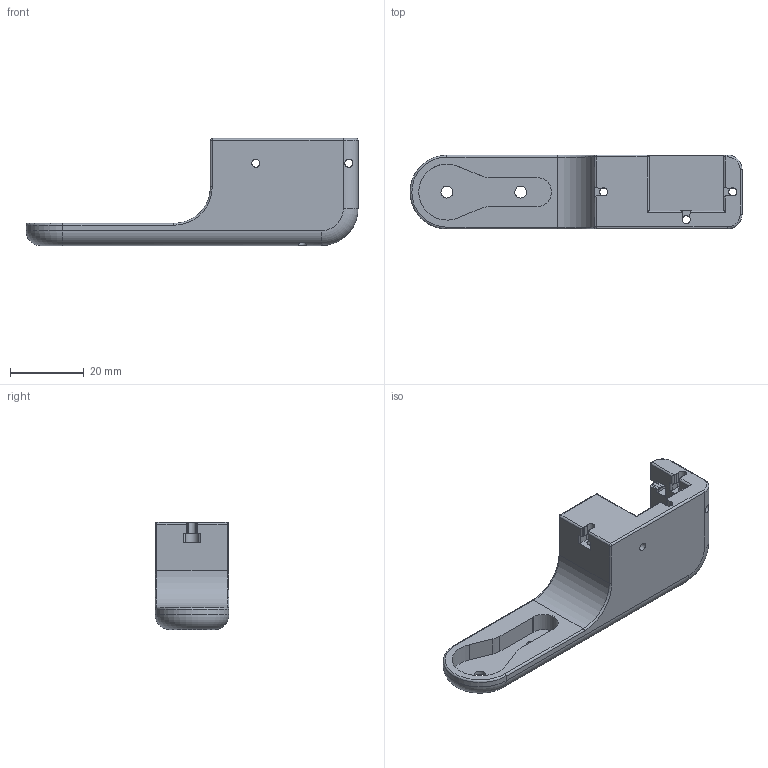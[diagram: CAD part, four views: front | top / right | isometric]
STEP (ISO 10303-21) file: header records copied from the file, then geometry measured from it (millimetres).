
FILE_DESCRIPTION(/* description */ ('','CAx-IF Rec.Pracs.---Representation and Presentation of Product Manufacturing Information (PMI)---4.0---2014-10-13'),/* implementation_level */ '2;1');
FILE_NAME(/* name */ 'Femur Spline.step',/* time_stamp */ '2025-01-29T18:38:21+01:00',/* author */ (''),/* organization */ (''),/* preprocessor_version */ 'ST-DEVELOPER v20',/* originating_system */ 'Autodesk Translation Framework v13.20.0.188',/* authorisation */ '');
FILE_SCHEMA (('AP242_MANAGED_MODEL_BASED_3D_ENGINEERING_MIM_LF { 1 0 10303 442 1 1 4 }'));
Length unit declared in the file: millimetre
Products named in the file (1): Femur Spline
Bounding box: 90 x 20 x 29.05 mm (x, y, z)
Volume: 19664 mm3; surface area: 8752.3 mm2
Topology: 1 solids, 1 shells, 149 faces, 402 edges, 253 vertices
Faces by surface type: cylinder 88, plane 49, torus 8, sphere 4
Full cylindrical faces by diameter (mm): 2.2 x7, 3.2 x2
Entity records: 4880 total; most frequent: CARTESIAN_POINT 965, DIRECTION 861, ORIENTED_EDGE 804, EDGE_CURVE 402, AXIS2_PLACEMENT_3D 320, VERTEX_POINT 253, LINE 221, VECTOR 221
